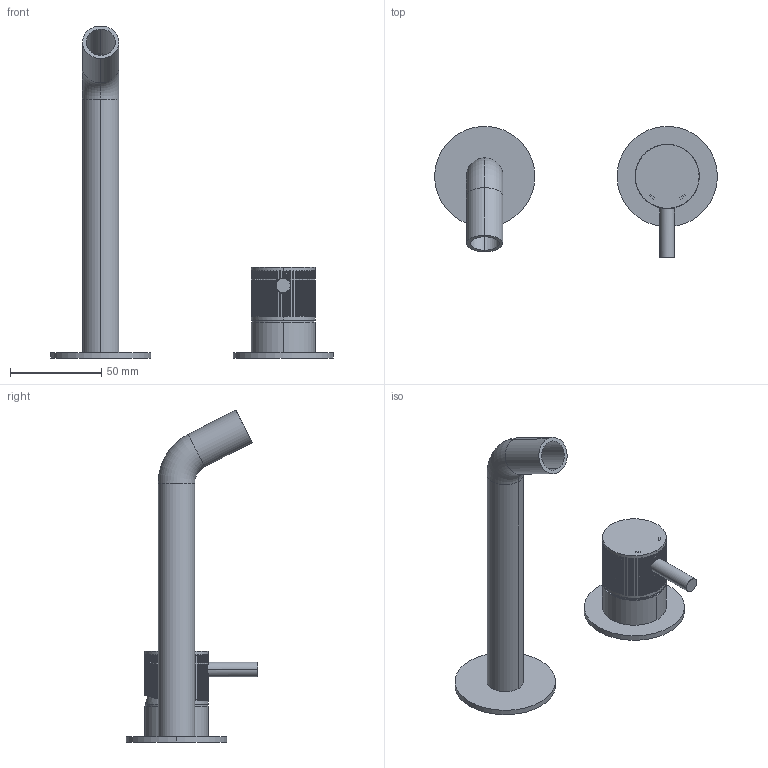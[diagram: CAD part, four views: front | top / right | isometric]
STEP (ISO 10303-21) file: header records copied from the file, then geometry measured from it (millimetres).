
FILE_DESCRIPTION (( 'STEP AP214' ), '1' );
FILE_NAME ('Wall Mounted 2 Plate_Fluted_v11123.STEP', '2023-11-08T09:09:46', ( '' ), ( '' ), 'SwSTEP 2.0', 'SolidWorks 2019', '' );
FILE_SCHEMA (( 'AUTOMOTIVE_DESIGN' ));
Length unit declared in the file: millimetre
Products named in the file (6): Wall Spout_20mm_v11023_STANDARD -170mm; CO2052_Back plates_v11023_Back plates - SPOUT; Wall Mounted 2 Plate_Fluted_v11123; CO2052_handle Body_v11023; Fluted 35mm BM Handle_v11023; CO2052_Back plates_v11023_Back Plates - Handle
Assembly tree (5 placements, depth 2):
  Wall Mounted 2 Plate_Fluted_v11123
    Wall Spout_20mm_v11023_STANDARD -170mm
    CO2052_Back plates_v11023_Back Plates - Handle
    CO2052_Back plates_v11023_Back plates - SPOUT
    CO2052_handle Body_v11023
    Fluted 35mm BM Handle_v11023
Bounding box: 155 x 72 x 181.91 mm (x, y, z)
Volume: 45289.5 mm3; surface area: 45135 mm2
Topology: 5 solids, 5 shells, 659 faces, 1602 edges, 988 vertices
Faces by surface type: cylinder 261, bspline 242, plane 148, torus 6, sphere 2
Entity records: 36267 total; most frequent: CARTESIAN_POINT 23697, ORIENTED_EDGE 3200, EDGE_CURVE 1600, DIRECTION 1563, VERTEX_POINT 988, B_SPLINE_CURVE_WITH_KNOTS 854, EDGE_LOOP 704, FACE_OUTER_BOUND 659
